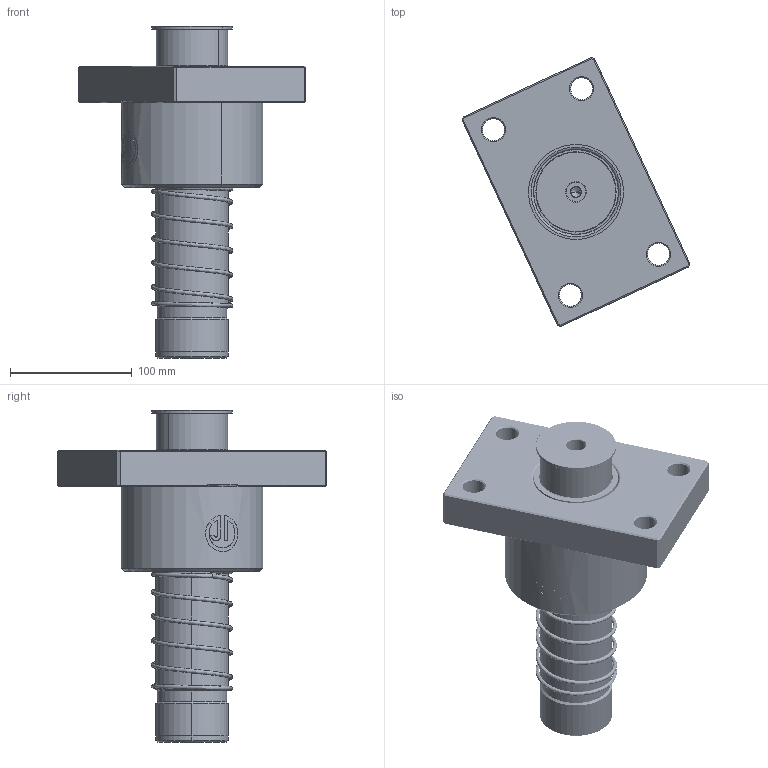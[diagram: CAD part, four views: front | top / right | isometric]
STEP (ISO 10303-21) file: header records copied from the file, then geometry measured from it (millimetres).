
FILE_DESCRIPTION (( 'STEP AP214' ), '1' );
FILE_NAME ('FKS FKJ-D60-L240.STEP', '2021-09-16T03:43:36', ( '' ), ( '' ), 'SwSTEP 2.0', 'SolidWorks 2016', '' );
FILE_SCHEMA (( 'AUTOMOTIVE_DESIGN' ));
Length unit declared in the file: millimetre
Products named in the file (282): BALL-D5; BJ BS-69.5-60.5-L100郪蚾; SAB-60; SAB-60-1; TBS-69.5-60.5-L100; MGK-D60-L240; HWP-D66.9-60.5-L90; FKS FKJ-D60-L240; GTK-D66-d59
Assembly tree (275 placements, depth 3):
  BALL-D5
  BALL-D5
  BALL-D5
  BALL-D5
  BALL-D5
Bounding box: 187.24 x 221.2 x 273 mm (x, y, z)
Volume: 1876181.9 mm3; surface area: 316627.5 mm2
Topology: 270 solids, 270 shells, 1220 faces, 5147 edges, 3414 vertices
Faces by surface type: sphere 1056, plane 51, cone 45, cylinder 44, bspline 14, torus 10
Entity records: 54465 total; most frequent: CARTESIAN_POINT 31717, ORIENTED_EDGE 3944, DIRECTION 3455, EDGE_CURVE 1972, AXIS2_PLACEMENT_3D 1645, VERTEX_POINT 1290, EDGE_LOOP 1236, B_SPLINE_CURVE_WITH_KNOTS 1127
